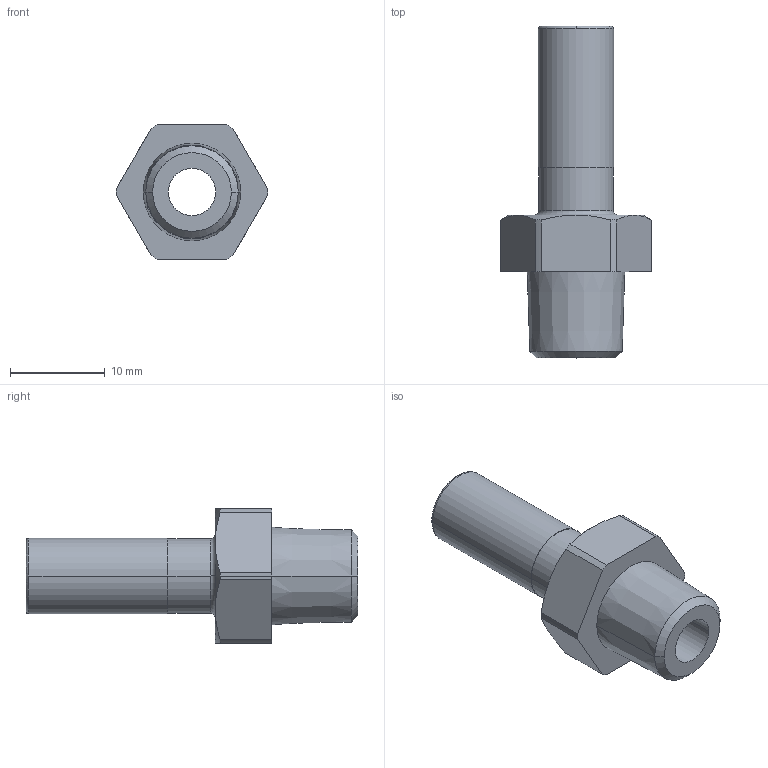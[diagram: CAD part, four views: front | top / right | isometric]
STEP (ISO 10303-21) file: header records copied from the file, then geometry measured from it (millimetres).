
FILE_DESCRIPTION (( 'STEP AP214' ), '1' );
FILE_NAME ('SA516-18N-P.step', '2017-08-29T20:57:37', ( '' ), ( '' ), 'SwSTEP 2.0', 'SolidWorks 2017', '' );
FILE_SCHEMA (( 'AUTOMOTIVE_DESIGN' ));
Length unit declared in the file: inch
Products named in the file (1): SA516-18N-P
Bounding box: 16 x 35.1 x 14.2 mm (x, y, z)
Volume: 2063 mm3; surface area: 1903.9 mm2
Topology: 1 solids, 1 shells, 39 faces, 92 edges, 58 vertices
Faces by surface type: cylinder 13, cone 11, plane 11, bspline 2, torus 2
Entity records: 1319 total; most frequent: CARTESIAN_POINT 367, DIRECTION 202, ORIENTED_EDGE 184, EDGE_CURVE 92, AXIS2_PLACEMENT_3D 86, VERTEX_POINT 58, CIRCLE 48, EDGE_LOOP 44
